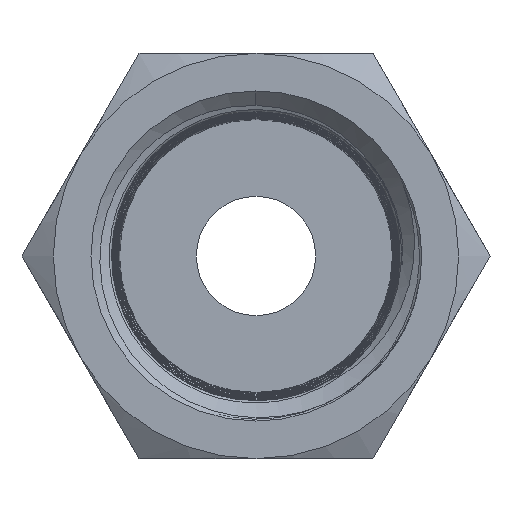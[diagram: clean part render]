
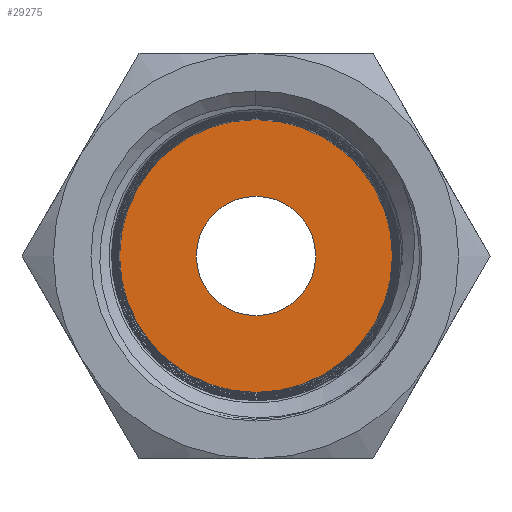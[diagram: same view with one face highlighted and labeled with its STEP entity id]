
A CAD part, front view. The second image highlights one B-rep face of the part: STEP entity #29275.
In plain terms, the highlighted planar face has unit normal (0, -1, 0).
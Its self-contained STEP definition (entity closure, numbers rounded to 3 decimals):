
#930 = ORIENTED_EDGE ( 'NONE', *, *, #13507, .F. ) ;
#1295 = VERTEX_POINT ( 'NONE', #10479 ) ;
#3623 = DIRECTION ( 'NONE',  ( 0., -1., 0. ) ) ;
#5005 = CARTESIAN_POINT ( 'NONE',  ( 0., -7., 2.5 ) ) ;
#5010 = DIRECTION ( 'NONE',  ( 0., -1., 0. ) ) ;
#5428 = CARTESIAN_POINT ( 'NONE',  ( 0., -7., 0. ) ) ;
#6976 = AXIS2_PLACEMENT_3D ( 'NONE', #5428, #23679, #8066 ) ;
#8066 = DIRECTION ( 'NONE',  ( 0., 0., -1. ) ) ;
#9185 = CARTESIAN_POINT ( 'NONE',  ( 0., -7., -2.5 ) ) ;
#9475 = VERTEX_POINT ( 'NONE', #9185 ) ;
#9486 = EDGE_LOOP ( 'NONE', ( #930, #16672 ) ) ;
#9621 = ORIENTED_EDGE ( 'NONE', *, *, #14296, .T. ) ;
#10479 = CARTESIAN_POINT ( 'NONE',  ( 0., -7., 5.723 ) ) ;
#12130 = DIRECTION ( 'NONE',  ( 0., -1., 0. ) ) ;
#13208 = VERTEX_POINT ( 'NONE', #24951 ) ;
#13307 = DIRECTION ( 'NONE',  ( 0., -1., 0. ) ) ;
#13507 = EDGE_CURVE ( 'NONE', #30432, #9475, #27177, .T. ) ;
#14296 = EDGE_CURVE ( 'NONE', #1295, #13208, #23048, .T. ) ;
#14357 = FACE_OUTER_BOUND ( 'NONE', #26445, .T. ) ;
#16672 = ORIENTED_EDGE ( 'NONE', *, *, #18706, .F. ) ;
#18706 = EDGE_CURVE ( 'NONE', #9475, #30432, #22130, .T. ) ;
#19260 = CARTESIAN_POINT ( 'NONE',  ( 0., -7., 0. ) ) ;
#19872 = AXIS2_PLACEMENT_3D ( 'NONE', #27727, #12130, #30356 ) ;
#20670 = CARTESIAN_POINT ( 'NONE',  ( 0., -7., 0. ) ) ;
#20852 = PLANE ( 'NONE',  #6976 ) ;
#21873 = DIRECTION ( 'NONE',  ( 0., 0., -1. ) ) ;
#22130 = CIRCLE ( 'NONE', #32230, 2.5 ) ;
#23048 = CIRCLE ( 'NONE', #19872, 5.723 ) ;
#23254 = DIRECTION ( 'NONE',  ( 0., 0., -1. ) ) ;
#23679 = DIRECTION ( 'NONE',  ( 0., -1., 0. ) ) ;
#24719 = EDGE_CURVE ( 'NONE', #13208, #1295, #30458, .T. ) ;
#24951 = CARTESIAN_POINT ( 'NONE',  ( 0., -7., -5.723 ) ) ;
#26445 = EDGE_LOOP ( 'NONE', ( #32907, #9621 ) ) ;
#27177 = CIRCLE ( 'NONE', #32947, 2.5 ) ;
#27377 = FACE_BOUND ( 'NONE', #9486, .T. ) ;
#27727 = CARTESIAN_POINT ( 'NONE',  ( 0., -7., 0. ) ) ;
#28884 = CARTESIAN_POINT ( 'NONE',  ( 0., -7., 0. ) ) ;
#29275 = ADVANCED_FACE ( 'NONE', ( #27377, #14357 ), #20852, .T. ) ;
#30356 = DIRECTION ( 'NONE',  ( 0., 0., -1. ) ) ;
#30432 = VERTEX_POINT ( 'NONE', #5005 ) ;
#30458 = CIRCLE ( 'NONE', #31538, 5.723 ) ;
#31509 = DIRECTION ( 'NONE',  ( 0., 0., -1. ) ) ;
#31538 = AXIS2_PLACEMENT_3D ( 'NONE', #28884, #13307, #31509 ) ;
#32230 = AXIS2_PLACEMENT_3D ( 'NONE', #20670, #5010, #23254 ) ;
#32907 = ORIENTED_EDGE ( 'NONE', *, *, #24719, .T. ) ;
#32947 = AXIS2_PLACEMENT_3D ( 'NONE', #19260, #3623, #21873 ) ;
